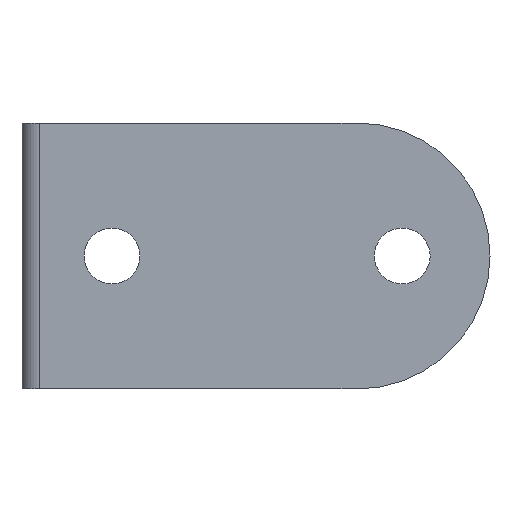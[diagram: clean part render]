
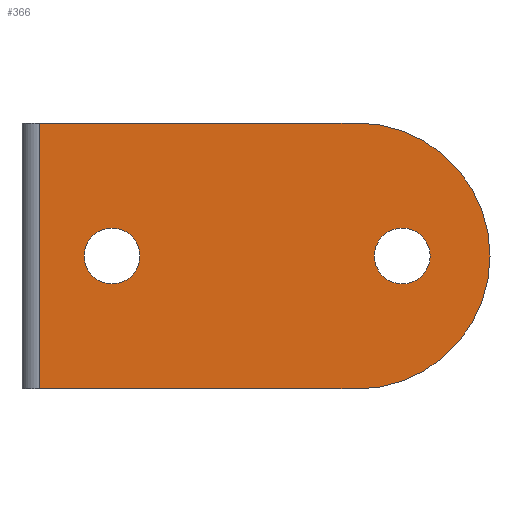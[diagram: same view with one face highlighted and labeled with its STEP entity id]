
A CAD part, front view. The second image highlights one B-rep face of the part: STEP entity #366.
In plain terms, the highlighted planar face has unit normal (0, -1, 0).
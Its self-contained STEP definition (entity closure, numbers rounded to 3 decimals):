
#25 = CARTESIAN_POINT ( 'NONE',  ( -32.25, 0., 19.05 ) ) ;
#26 = DIRECTION ( 'NONE',  ( -1., 0., 0. ) ) ;
#40 = VECTOR ( 'NONE', #609, 1000. ) ;
#52 = EDGE_CURVE ( 'NONE', #1084, #600, #474, .T. ) ;
#59 = DIRECTION ( 'NONE',  ( 0., 0., 1. ) ) ;
#70 = DIRECTION ( 'NONE',  ( 0., 1., 0. ) ) ;
#99 = FACE_BOUND ( 'NONE', #936, .T. ) ;
#102 = EDGE_LOOP ( 'NONE', ( #869, #621, #713, #963 ) ) ;
#105 = AXIS2_PLACEMENT_3D ( 'NONE', #1083, #409, #749 ) ;
#108 = EDGE_CURVE ( 'NONE', #531, #306, #1054, .T. ) ;
#129 = DIRECTION ( 'NONE',  ( 0., 1., 0. ) ) ;
#141 = VERTEX_POINT ( 'NONE', #967 ) ;
#160 = CIRCLE ( 'NONE', #211, 4. ) ;
#168 = CARTESIAN_POINT ( 'NONE',  ( -32.25, 0., 19.05 ) ) ;
#211 = AXIS2_PLACEMENT_3D ( 'NONE', #562, #327, #59 ) ;
#212 = CARTESIAN_POINT ( 'NONE',  ( -21.887, 0., 0. ) ) ;
#218 = FACE_BOUND ( 'NONE', #1061, .T. ) ;
#238 = CARTESIAN_POINT ( 'NONE',  ( 19.677, 0., 0. ) ) ;
#245 = CARTESIAN_POINT ( 'NONE',  ( 13.2, 0., 19.05 ) ) ;
#269 = VECTOR ( 'NONE', #26, 1000. ) ;
#278 = AXIS2_PLACEMENT_3D ( 'NONE', #598, #938, #354 ) ;
#291 = EDGE_CURVE ( 'NONE', #531, #606, #777, .T. ) ;
#306 = VERTEX_POINT ( 'NONE', #429 ) ;
#314 = AXIS2_PLACEMENT_3D ( 'NONE', #212, #529, #965 ) ;
#327 = DIRECTION ( 'NONE',  ( 0., 1., 0. ) ) ;
#335 = CARTESIAN_POINT ( 'NONE',  ( -21.887, 0., 4. ) ) ;
#336 = VECTOR ( 'NONE', #360, 1000. ) ;
#339 = CARTESIAN_POINT ( 'NONE',  ( 19.677, 0., 4. ) ) ;
#352 = PLANE ( 'NONE',  #278 ) ;
#354 = DIRECTION ( 'NONE',  ( 0., 0., -1. ) ) ;
#360 = DIRECTION ( 'NONE',  ( 1., 0., 0. ) ) ;
#361 = CARTESIAN_POINT ( 'NONE',  ( -21.887, 0., -4. ) ) ;
#363 = EDGE_CURVE ( 'NONE', #600, #1084, #549, .T. ) ;
#366 = ADVANCED_FACE ( 'NONE', ( #218, #847, #99 ), #352, .T. ) ;
#376 = CARTESIAN_POINT ( 'NONE',  ( -21.887, 0., 0. ) ) ;
#390 = ORIENTED_EDGE ( 'NONE', *, *, #363, .T. ) ;
#409 = DIRECTION ( 'NONE',  ( 0., -1., 0. ) ) ;
#419 = ORIENTED_EDGE ( 'NONE', *, *, #641, .T. ) ;
#429 = CARTESIAN_POINT ( 'NONE',  ( -32.25, 0., -19.05 ) ) ;
#474 = CIRCLE ( 'NONE', #527, 4. ) ;
#480 = CARTESIAN_POINT ( 'NONE',  ( -32.25, 0., -19.05 ) ) ;
#483 = CARTESIAN_POINT ( 'NONE',  ( 19.677, 0., -4. ) ) ;
#524 = CARTESIAN_POINT ( 'NONE',  ( -32.25, 0., -19.05 ) ) ;
#527 = AXIS2_PLACEMENT_3D ( 'NONE', #376, #129, #818 ) ;
#529 = DIRECTION ( 'NONE',  ( 0., 1., 0. ) ) ;
#531 = VERTEX_POINT ( 'NONE', #168 ) ;
#549 = CIRCLE ( 'NONE', #314, 4. ) ;
#562 = CARTESIAN_POINT ( 'NONE',  ( 19.677, 0., 0. ) ) ;
#596 = EDGE_CURVE ( 'NONE', #141, #606, #624, .T. ) ;
#598 = CARTESIAN_POINT ( 'NONE',  ( 0., 0., 0. ) ) ;
#600 = VERTEX_POINT ( 'NONE', #335 ) ;
#606 = VERTEX_POINT ( 'NONE', #245 ) ;
#609 = DIRECTION ( 'NONE',  ( 0., 0., -1. ) ) ;
#618 = VERTEX_POINT ( 'NONE', #339 ) ;
#621 = ORIENTED_EDGE ( 'NONE', *, *, #596, .T. ) ;
#624 = CIRCLE ( 'NONE', #105, 19.05 ) ;
#641 = EDGE_CURVE ( 'NONE', #840, #618, #664, .T. ) ;
#664 = CIRCLE ( 'NONE', #858, 4. ) ;
#713 = ORIENTED_EDGE ( 'NONE', *, *, #291, .F. ) ;
#749 = DIRECTION ( 'NONE',  ( 0., 0., -1. ) ) ;
#777 = LINE ( 'NONE', #25, #336 ) ;
#778 = LINE ( 'NONE', #524, #269 ) ;
#818 = DIRECTION ( 'NONE',  ( 0., 0., 1. ) ) ;
#840 = VERTEX_POINT ( 'NONE', #483 ) ;
#847 = FACE_OUTER_BOUND ( 'NONE', #102, .T. ) ;
#858 = AXIS2_PLACEMENT_3D ( 'NONE', #238, #70, #1077 ) ;
#869 = ORIENTED_EDGE ( 'NONE', *, *, #1081, .F. ) ;
#889 = ORIENTED_EDGE ( 'NONE', *, *, #52, .T. ) ;
#891 = EDGE_CURVE ( 'NONE', #618, #840, #160, .T. ) ;
#936 = EDGE_LOOP ( 'NONE', ( #419, #993 ) ) ;
#938 = DIRECTION ( 'NONE',  ( 0., -1., 0. ) ) ;
#963 = ORIENTED_EDGE ( 'NONE', *, *, #108, .T. ) ;
#965 = DIRECTION ( 'NONE',  ( 0., 0., 1. ) ) ;
#967 = CARTESIAN_POINT ( 'NONE',  ( 13.2, 0., -19.05 ) ) ;
#993 = ORIENTED_EDGE ( 'NONE', *, *, #891, .T. ) ;
#1054 = LINE ( 'NONE', #480, #40 ) ;
#1061 = EDGE_LOOP ( 'NONE', ( #889, #390 ) ) ;
#1077 = DIRECTION ( 'NONE',  ( 0., 0., 1. ) ) ;
#1081 = EDGE_CURVE ( 'NONE', #141, #306, #778, .T. ) ;
#1083 = CARTESIAN_POINT ( 'NONE',  ( 13.2, 0., 0. ) ) ;
#1084 = VERTEX_POINT ( 'NONE', #361 ) ;
